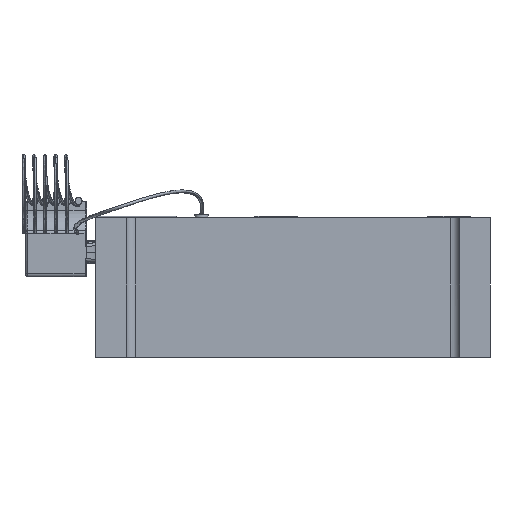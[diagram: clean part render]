
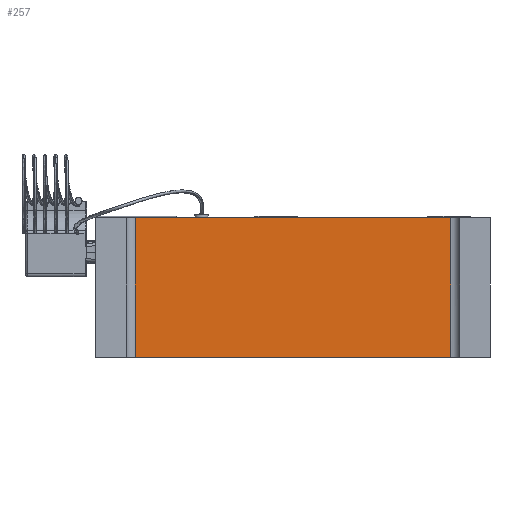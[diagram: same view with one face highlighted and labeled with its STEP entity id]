
A CAD part, front view. The second image highlights one B-rep face of the part: STEP entity #257.
In plain terms, the highlighted free-form (B-spline) face has degree [1, 1] with [2, 2] control points.
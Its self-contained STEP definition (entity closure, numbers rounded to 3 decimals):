
#257 = ADVANCED_FACE('',(#258),#288,.T.);
#258 = FACE_BOUND('',#259,.T.);
#259 = EDGE_LOOP('',(#260,#269,#276,#283));
#260 = ORIENTED_EDGE('',*,*,#261,.T.);
#261 = EDGE_CURVE('',#262,#264,#266,.T.);
#262 = VERTEX_POINT('',#263);
#263 = CARTESIAN_POINT('',(-458.772,26.468,
    -202.918));
#264 = VERTEX_POINT('',#265);
#265 = CARTESIAN_POINT('',(-458.772,26.468,
    202.918));
#266 = B_SPLINE_CURVE_WITH_KNOTS('',1,(#267,#268),.UNSPECIFIED.,.F.,.F.,
  (2,2),(0.,460.),.PIECEWISE_BEZIER_KNOTS.);
#267 = CARTESIAN_POINT('',(-458.772,26.468,
    -202.918));
#268 = CARTESIAN_POINT('',(-458.772,26.468,
    202.918));
#269 = ORIENTED_EDGE('',*,*,#270,.T.);
#270 = EDGE_CURVE('',#264,#271,#273,.T.);
#271 = VERTEX_POINT('',#272);
#272 = CARTESIAN_POINT('',(458.772,26.468,
    202.918));
#273 = B_SPLINE_CURVE_WITH_KNOTS('',1,(#274,#275),.UNSPECIFIED.,.F.,.F.,
  (2,2),(0.,1040.),.PIECEWISE_BEZIER_KNOTS.);
#274 = CARTESIAN_POINT('',(-458.772,26.468,
    202.918));
#275 = CARTESIAN_POINT('',(458.772,26.468,
    202.918));
#276 = ORIENTED_EDGE('',*,*,#277,.T.);
#277 = EDGE_CURVE('',#271,#278,#280,.T.);
#278 = VERTEX_POINT('',#279);
#279 = CARTESIAN_POINT('',(458.772,26.468,
    -202.918));
#280 = B_SPLINE_CURVE_WITH_KNOTS('',1,(#281,#282),.UNSPECIFIED.,.F.,.F.,
  (2,2),(0.,460.),.PIECEWISE_BEZIER_KNOTS.);
#281 = CARTESIAN_POINT('',(458.772,26.468,
    202.918));
#282 = CARTESIAN_POINT('',(458.772,26.468,
    -202.918));
#283 = ORIENTED_EDGE('',*,*,#284,.T.);
#284 = EDGE_CURVE('',#278,#262,#285,.T.);
#285 = B_SPLINE_CURVE_WITH_KNOTS('',1,(#286,#287),.UNSPECIFIED.,.F.,.F.,
  (2,2),(0.,1040.),.PIECEWISE_BEZIER_KNOTS.);
#286 = CARTESIAN_POINT('',(458.772,26.468,
    -202.918));
#287 = CARTESIAN_POINT('',(-458.772,26.468,
    -202.918));
#288 = B_SPLINE_SURFACE_WITH_KNOTS('',1,1,(
    (#289,#290)
    ,(#291,#292)),.UNSPECIFIED.,.F.,.F.,.F.,(2,2),(2,2),(0.,1.),(0.,1.),
  .PIECEWISE_BEZIER_KNOTS.);
#289 = CARTESIAN_POINT('',(458.772,26.468,
    -202.918));
#290 = CARTESIAN_POINT('',(458.772,26.468,
    202.918));
#291 = CARTESIAN_POINT('',(-458.772,26.468,
    -202.918));
#292 = CARTESIAN_POINT('',(-458.772,26.468,
    202.918));
